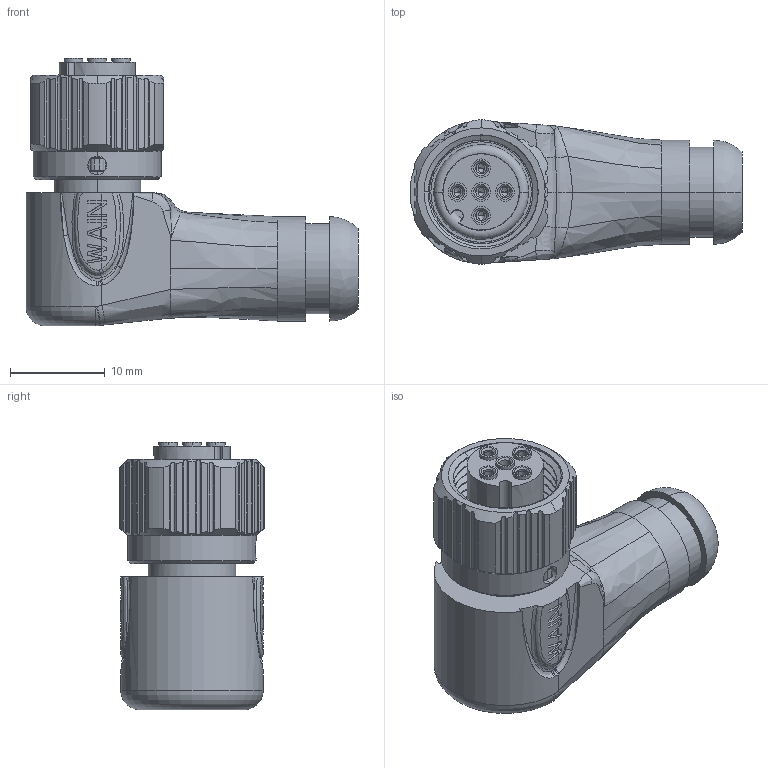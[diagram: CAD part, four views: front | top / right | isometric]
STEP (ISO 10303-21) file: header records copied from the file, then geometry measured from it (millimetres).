
FILE_DESCRIPTION((''),'2;1');
FILE_NAME('S_M12-NU-SH-SW14','2023-12-12T',('13531'),(''),'PRO/ENGINEER BY PARAMETRIC TECHNOLOGY CORPORATION, 2012480','PRO/ENGINEER BY PARAMETRIC TECHNOLOGY CORPORATION, 2012480','');
FILE_SCHEMA(('CONFIG_CONTROL_DESIGN'));
Length unit declared in the file: millimetre
Products named in the file (1): S_M12-NU-SH-SW14
Bounding box: 35 x 15.2 x 28.2 mm (x, y, z)
Volume: 6158.1 mm3; surface area: 4315.2 mm2
Topology: 1 solids, 6 shells, 754 faces, 2116 edges, 1343 vertices
Faces by surface type: plane 323, cylinder 260, cone 83, bspline 69, torus 15, extrusion 4
Entity records: 43529 total; most frequent: CARTESIAN_POINT 15134, ORIENTED_EDGE 4126, DIRECTION 3467, PRESENTATION_STYLE_ASSIGNMENT 2493, STYLED_ITEM 2068, CURVE_STYLE 2067, EDGE_CURVE 2063, AXIS2_PLACEMENT_3D 1324
